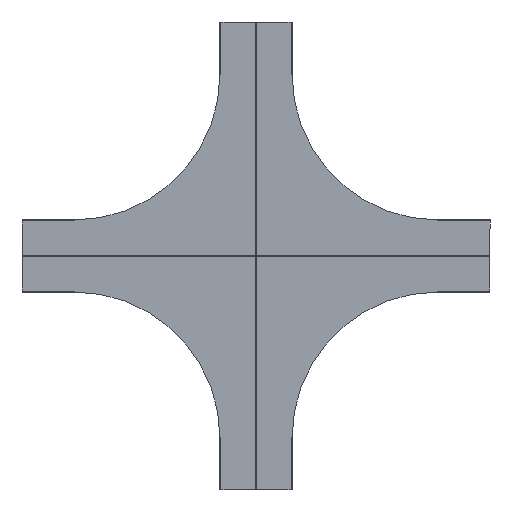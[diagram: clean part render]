
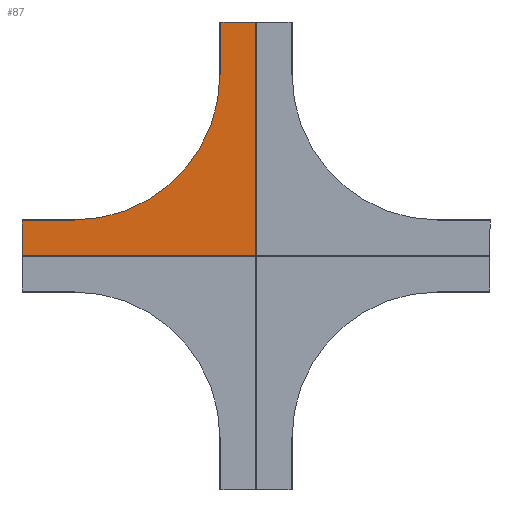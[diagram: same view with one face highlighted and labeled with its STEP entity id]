
A CAD part, front view. The second image highlights one B-rep face of the part: STEP entity #87.
In plain terms, the highlighted planar face has unit normal (0, -1, 0).
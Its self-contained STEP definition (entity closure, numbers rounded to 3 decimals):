
#15 = ORIENTED_EDGE ( 'NONE', *, *, #350, .T. ) ;
#20 = CARTESIAN_POINT ( 'NONE',  ( -3.2, -1.2, 2.2 ) ) ;
#87 = ADVANCED_FACE ( 'NONE', ( #1689 ), #1426, .F. ) ;
#141 = DIRECTION ( 'NONE',  ( 0., 1., 0. ) ) ;
#144 = EDGE_CURVE ( 'NONE', #1199, #2610, #1161, .T. ) ;
#161 = CARTESIAN_POINT ( 'NONE',  ( -750., -1.2, 750. ) ) ;
#180 = CARTESIAN_POINT ( 'NONE',  ( -150., -1.2, 967. ) ) ;
#210 = VERTEX_POINT ( 'NONE', #2474 ) ;
#246 = CARTESIAN_POINT ( 'NONE',  ( -750., -1.2, 150. ) ) ;
#265 = CARTESIAN_POINT ( 'NONE',  ( -967., -1.2, 2.2 ) ) ;
#275 = LINE ( 'NONE', #306, #2291 ) ;
#284 = DIRECTION ( 'NONE',  ( 1., 0., 0. ) ) ;
#299 = LINE ( 'NONE', #2028, #2576 ) ;
#306 = CARTESIAN_POINT ( 'NONE',  ( -3.2, -1.2, 750. ) ) ;
#319 = ORIENTED_EDGE ( 'NONE', *, *, #1164, .F. ) ;
#333 = ORIENTED_EDGE ( 'NONE', *, *, #1304, .T. ) ;
#350 = EDGE_CURVE ( 'NONE', #1015, #1402, #760, .T. ) ;
#353 = CARTESIAN_POINT ( 'NONE',  ( -967., -1.2, 1.2 ) ) ;
#359 = VECTOR ( 'NONE', #2089, 1000. ) ;
#362 = VERTEX_POINT ( 'NONE', #20 ) ;
#369 = DIRECTION ( 'NONE',  ( 0., 0., 1. ) ) ;
#396 = AXIS2_PLACEMENT_3D ( 'NONE', #729, #2571, #1748 ) ;
#419 = CARTESIAN_POINT ( 'NONE',  ( -1.2, -1.2, 0. ) ) ;
#429 = VERTEX_POINT ( 'NONE', #2128 ) ;
#432 = DIRECTION ( 'NONE',  ( -1., 0., 0. ) ) ;
#437 = LINE ( 'NONE', #1273, #2579 ) ;
#455 = CARTESIAN_POINT ( 'NONE',  ( -149., -1.2, 750. ) ) ;
#471 = ORIENTED_EDGE ( 'NONE', *, *, #1666, .T. ) ;
#490 = LINE ( 'NONE', #1154, #791 ) ;
#491 = CARTESIAN_POINT ( 'NONE',  ( -2.2, -1.2, 3.2 ) ) ;
#498 = ORIENTED_EDGE ( 'NONE', *, *, #2074, .T. ) ;
#510 = EDGE_CURVE ( 'NONE', #362, #210, #275, .T. ) ;
#517 = CARTESIAN_POINT ( 'NONE',  ( -750., -1.2, 150. ) ) ;
#526 = ORIENTED_EDGE ( 'NONE', *, *, #144, .T. ) ;
#535 = CARTESIAN_POINT ( 'NONE',  ( -967., -1.2, 149. ) ) ;
#566 = CARTESIAN_POINT ( 'NONE',  ( -1.2, -1.2, 967. ) ) ;
#582 = CARTESIAN_POINT ( 'NONE',  ( -149., -1.2, 967. ) ) ;
#583 = ORIENTED_EDGE ( 'NONE', *, *, #2402, .T. ) ;
#602 = ORIENTED_EDGE ( 'NONE', *, *, #2336, .F. ) ;
#638 = VECTOR ( 'NONE', #1653, 1000. ) ;
#640 = LINE ( 'NONE', #2468, #1142 ) ;
#642 = EDGE_CURVE ( 'NONE', #2654, #832, #2553, .T. ) ;
#648 = EDGE_CURVE ( 'NONE', #1602, #2610, #1140, .T. ) ;
#700 = VECTOR ( 'NONE', #1524, 1000. ) ;
#729 = CARTESIAN_POINT ( 'NONE',  ( -750., -1.2, 750. ) ) ;
#756 = CARTESIAN_POINT ( 'NONE',  ( -750., -1.2, 149. ) ) ;
#760 = LINE ( 'NONE', #1510, #1789 ) ;
#783 = VERTEX_POINT ( 'NONE', #455 ) ;
#791 = VECTOR ( 'NONE', #1553, 1000. ) ;
#799 = EDGE_CURVE ( 'NONE', #832, #2407, #2191, .T. ) ;
#802 = DIRECTION ( 'NONE',  ( -1., 0., 0. ) ) ;
#832 = VERTEX_POINT ( 'NONE', #1547 ) ;
#837 = CARTESIAN_POINT ( 'NONE',  ( -750., -1.2, 967. ) ) ;
#851 = DIRECTION ( 'NONE',  ( 0., 0., 1. ) ) ;
#887 = CARTESIAN_POINT ( 'NONE',  ( -750., -1.2, 149. ) ) ;
#921 = VECTOR ( 'NONE', #851, 1000. ) ;
#964 = VECTOR ( 'NONE', #2286, 1000. ) ;
#992 = EDGE_CURVE ( 'NONE', #210, #1932, #2652, .T. ) ;
#1014 = DIRECTION ( 'NONE',  ( 0., 0., 1. ) ) ;
#1015 = VERTEX_POINT ( 'NONE', #582 ) ;
#1028 = ORIENTED_EDGE ( 'NONE', *, *, #1544, .T. ) ;
#1063 = LINE ( 'NONE', #1709, #359 ) ;
#1110 = CARTESIAN_POINT ( 'NONE',  ( -150., -1.2, 750. ) ) ;
#1140 = LINE ( 'NONE', #837, #964 ) ;
#1142 = VECTOR ( 'NONE', #432, 1000. ) ;
#1154 = CARTESIAN_POINT ( 'NONE',  ( -750., -1.2, 3.2 ) ) ;
#1161 = LINE ( 'NONE', #419, #1224 ) ;
#1164 = EDGE_CURVE ( 'NONE', #783, #1714, #640, .T. ) ;
#1199 = VERTEX_POINT ( 'NONE', #2049 ) ;
#1213 = ORIENTED_EDGE ( 'NONE', *, *, #1749, .F. ) ;
#1224 = VECTOR ( 'NONE', #1874, 1000. ) ;
#1273 = CARTESIAN_POINT ( 'NONE',  ( -150., -1.2, 750. ) ) ;
#1304 = EDGE_CURVE ( 'NONE', #1745, #1199, #1811, .T. ) ;
#1329 = LINE ( 'NONE', #2093, #921 ) ;
#1402 = VERTEX_POINT ( 'NONE', #180 ) ;
#1426 = PLANE ( 'NONE',  #2531 ) ;
#1450 = CARTESIAN_POINT ( 'NONE',  ( -967., -1.2, 750. ) ) ;
#1503 = EDGE_LOOP ( 'NONE', ( #1028, #583, #333, #526, #2507, #602, #15, #1945, #319, #1213, #471, #2557, #2591, #1828, #498, #1839, #1831 ) ) ;
#1510 = CARTESIAN_POINT ( 'NONE',  ( -149., -1.2, 967. ) ) ;
#1523 = VECTOR ( 'NONE', #284, 1000. ) ;
#1524 = DIRECTION ( 'NONE',  ( 0., 0., 1. ) ) ;
#1531 = EDGE_CURVE ( 'NONE', #1714, #1402, #437, .T. ) ;
#1544 = EDGE_CURVE ( 'NONE', #362, #429, #1329, .T. ) ;
#1547 = CARTESIAN_POINT ( 'NONE',  ( -967., -1.2, 150. ) ) ;
#1553 = DIRECTION ( 'NONE',  ( 1., 0., 0. ) ) ;
#1596 = VECTOR ( 'NONE', #1705, 1000. ) ;
#1602 = VERTEX_POINT ( 'NONE', #2535 ) ;
#1633 = VECTOR ( 'NONE', #2033, 1000. ) ;
#1653 = DIRECTION ( 'NONE',  ( 0., 0., 1. ) ) ;
#1663 = LINE ( 'NONE', #887, #700 ) ;
#1666 = EDGE_CURVE ( 'NONE', #2420, #2407, #1663, .T. ) ;
#1689 = FACE_OUTER_BOUND ( 'NONE', #1503, .T. ) ;
#1705 = DIRECTION ( 'NONE',  ( 1., 0., 0. ) ) ;
#1709 = CARTESIAN_POINT ( 'NONE',  ( -967., -1.2, 2.2 ) ) ;
#1714 = VERTEX_POINT ( 'NONE', #1110 ) ;
#1745 = VERTEX_POINT ( 'NONE', #491 ) ;
#1748 = DIRECTION ( 'NONE',  ( 0., 0., 1. ) ) ;
#1749 = EDGE_CURVE ( 'NONE', #2420, #783, #1806, .T. ) ;
#1789 = VECTOR ( 'NONE', #2143, 1000. ) ;
#1806 = CIRCLE ( 'NONE', #396, 601. ) ;
#1811 = LINE ( 'NONE', #2043, #1633 ) ;
#1813 = CARTESIAN_POINT ( 'NONE',  ( -750., -1.2, 1.2 ) ) ;
#1828 = ORIENTED_EDGE ( 'NONE', *, *, #2034, .F. ) ;
#1831 = ORIENTED_EDGE ( 'NONE', *, *, #510, .F. ) ;
#1839 = ORIENTED_EDGE ( 'NONE', *, *, #992, .F. ) ;
#1859 = DIRECTION ( 'NONE',  ( 0., 0., 1. ) ) ;
#1874 = DIRECTION ( 'NONE',  ( 0., 0., 1. ) ) ;
#1932 = VERTEX_POINT ( 'NONE', #353 ) ;
#1945 = ORIENTED_EDGE ( 'NONE', *, *, #1531, .F. ) ;
#1963 = VECTOR ( 'NONE', #802, 1000. ) ;
#2028 = CARTESIAN_POINT ( 'NONE',  ( -967., -1.2, 149. ) ) ;
#2033 = DIRECTION ( 'NONE',  ( 1., 0., 0. ) ) ;
#2034 = EDGE_CURVE ( 'NONE', #2359, #2654, #299, .T. ) ;
#2043 = CARTESIAN_POINT ( 'NONE',  ( 0., -1.2, 3.2 ) ) ;
#2049 = CARTESIAN_POINT ( 'NONE',  ( -1.2, -1.2, 3.2 ) ) ;
#2074 = EDGE_CURVE ( 'NONE', #2359, #1932, #1063, .T. ) ;
#2089 = DIRECTION ( 'NONE',  ( 0., 0., -1. ) ) ;
#2093 = CARTESIAN_POINT ( 'NONE',  ( -3.2, -1.2, 750. ) ) ;
#2128 = CARTESIAN_POINT ( 'NONE',  ( -3.2, -1.2, 3.2 ) ) ;
#2131 = CARTESIAN_POINT ( 'NONE',  ( 0., -1.2, 967. ) ) ;
#2143 = DIRECTION ( 'NONE',  ( -1., 0., 0. ) ) ;
#2191 = LINE ( 'NONE', #246, #1596 ) ;
#2286 = DIRECTION ( 'NONE',  ( 1., 0., 0. ) ) ;
#2291 = VECTOR ( 'NONE', #2588, 1000. ) ;
#2336 = EDGE_CURVE ( 'NONE', #1015, #1602, #2375, .T. ) ;
#2359 = VERTEX_POINT ( 'NONE', #265 ) ;
#2375 = LINE ( 'NONE', #2131, #1523 ) ;
#2402 = EDGE_CURVE ( 'NONE', #429, #1745, #490, .T. ) ;
#2407 = VERTEX_POINT ( 'NONE', #517 ) ;
#2420 = VERTEX_POINT ( 'NONE', #756 ) ;
#2468 = CARTESIAN_POINT ( 'NONE',  ( -750., -1.2, 750. ) ) ;
#2474 = CARTESIAN_POINT ( 'NONE',  ( -3.2, -1.2, 1.2 ) ) ;
#2507 = ORIENTED_EDGE ( 'NONE', *, *, #648, .F. ) ;
#2531 = AXIS2_PLACEMENT_3D ( 'NONE', #161, #141, #369 ) ;
#2535 = CARTESIAN_POINT ( 'NONE',  ( -2.2, -1.2, 967. ) ) ;
#2553 = LINE ( 'NONE', #1450, #638 ) ;
#2557 = ORIENTED_EDGE ( 'NONE', *, *, #799, .F. ) ;
#2571 = DIRECTION ( 'NONE',  ( 0., -1., 0. ) ) ;
#2576 = VECTOR ( 'NONE', #1014, 1000. ) ;
#2579 = VECTOR ( 'NONE', #1859, 1000. ) ;
#2588 = DIRECTION ( 'NONE',  ( 0., 0., -1. ) ) ;
#2591 = ORIENTED_EDGE ( 'NONE', *, *, #642, .F. ) ;
#2610 = VERTEX_POINT ( 'NONE', #566 ) ;
#2652 = LINE ( 'NONE', #1813, #1963 ) ;
#2654 = VERTEX_POINT ( 'NONE', #535 ) ;
